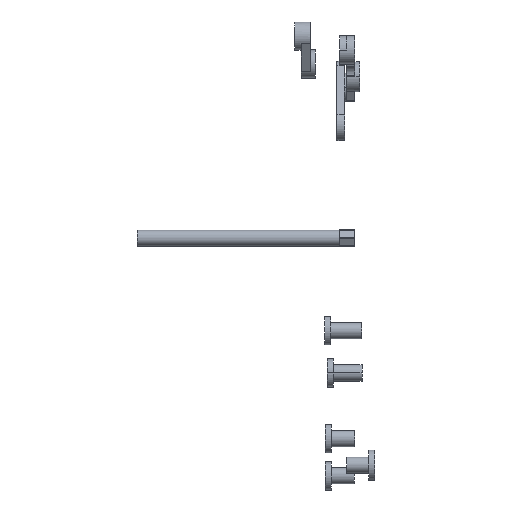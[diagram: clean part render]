
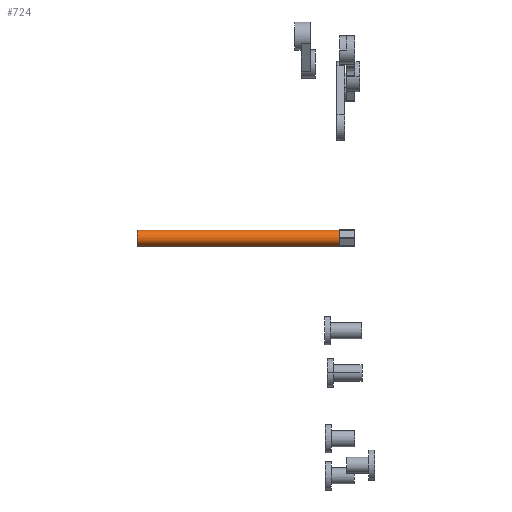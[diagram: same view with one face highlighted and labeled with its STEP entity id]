
A CAD part, front view. The second image highlights one B-rep face of the part: STEP entity #724.
In plain terms, the highlighted cylindrical face has radius 4 mm (diameter 8 mm), a partial arc.
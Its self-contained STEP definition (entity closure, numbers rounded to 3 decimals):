
#392=DIRECTION('',(-1.,0.,0.));
#393=VECTOR('',#392,100.);
#394=CARTESIAN_POINT('',(-39.7,-46.1,-54.95));
#395=LINE('',#394,#393);
#396=CARTESIAN_POINT('',(-39.7,-46.1,-58.95));
#397=DIRECTION('',(-1.,0.,0.));
#398=DIRECTION('',(0.,0.,-1.));
#399=AXIS2_PLACEMENT_3D('',#396,#397,#398);
#401=DIRECTION('',(-1.,0.,0.));
#402=VECTOR('',#401,100.);
#403=CARTESIAN_POINT('',(-39.7,-46.1,-62.95));
#404=LINE('',#403,#402);
#410=CARTESIAN_POINT('',(-139.7,-46.1,-58.95));
#411=DIRECTION('',(-1.,0.,0.));
#412=DIRECTION('',(0.,0.,-1.));
#413=AXIS2_PLACEMENT_3D('',#410,#411,#412);
#415=CARTESIAN_POINT('',(-139.7,-46.1,-54.95));
#416=CARTESIAN_POINT('',(-139.7,-46.1,-62.95));
#417=VERTEX_POINT('',#415);
#418=VERTEX_POINT('',#416);
#419=CARTESIAN_POINT('',(-39.7,-46.1,-54.95));
#420=CARTESIAN_POINT('',(-39.7,-46.1,-62.95));
#421=VERTEX_POINT('',#419);
#422=VERTEX_POINT('',#420);
#712=CARTESIAN_POINT('',(-32.,-46.1,-58.95));
#713=DIRECTION('',(-1.,0.,0.));
#714=DIRECTION('',(0.,0.,1.));
#715=AXIS2_PLACEMENT_3D('',#712,#713,#714);
#716=CYLINDRICAL_SURFACE('',#715,4.);
#717=ORIENTED_EDGE('',*,*,#692,.F.);
#718=ORIENTED_EDGE('',*,*,#707,.T.);
#720=ORIENTED_EDGE('',*,*,#719,.T.);
#721=ORIENTED_EDGE('',*,*,#703,.F.);
#722=EDGE_LOOP('',(#717,#718,#720,#721));
#723=FACE_OUTER_BOUND('',#722,.F.);
#724=ADVANCED_FACE('',(#723),#716,.T.);
#400=CIRCLE('',#399,4.);
#414=CIRCLE('',#413,4.);
#692=EDGE_CURVE('',#422,#421,#400,.T.);
#703=EDGE_CURVE('',#421,#417,#395,.T.);
#707=EDGE_CURVE('',#422,#418,#404,.T.);
#719=EDGE_CURVE('',#418,#417,#414,.T.);
